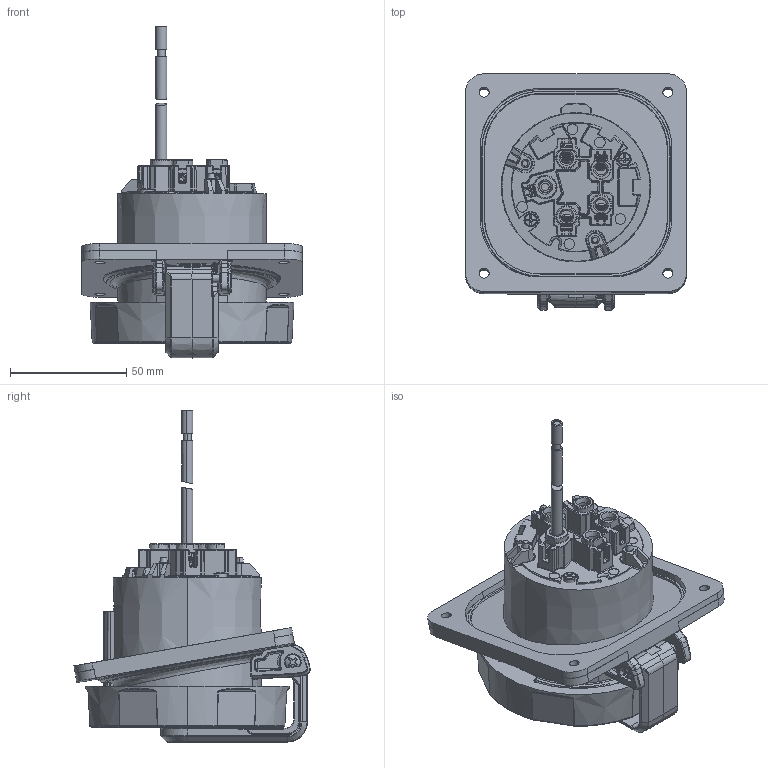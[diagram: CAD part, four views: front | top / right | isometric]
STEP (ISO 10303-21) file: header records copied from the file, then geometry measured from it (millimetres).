
FILE_DESCRIPTION (( 'STEP AP203' ), '1' );
FILE_NAME ('ORC6874-M01.STEP', '2025-09-15T19:04:35', ( '' ), ( '' ), 'SwSTEP 2.0', 'SolidWorks 2024', '' );
FILE_SCHEMA (( 'CONFIG_CONTROL_DESIGN' ));
Length unit declared in the file: inch
Products named in the file (1): ORC6874-M01
Bounding box: 95.25 x 101.8 x 143.1 mm (x, y, z)
Volume: 276737.5 mm3; surface area: 103919.7 mm2
Topology: 18 solids, 24 shells, 3947 faces, 9759 edges, 5782 vertices
Faces by surface type: bspline 1140, cylinder 1035, plane 847, cone 437, torus 326, sphere 162
Entity records: 147903 total; most frequent: CARTESIAN_POINT 66487, ORIENTED_EDGE 19236, DIRECTION 14801, EDGE_CURVE 9618, AXIS2_PLACEMENT_3D 6001, VERTEX_POINT 5777, EDGE_LOOP 4047, ADVANCED_FACE 3947
